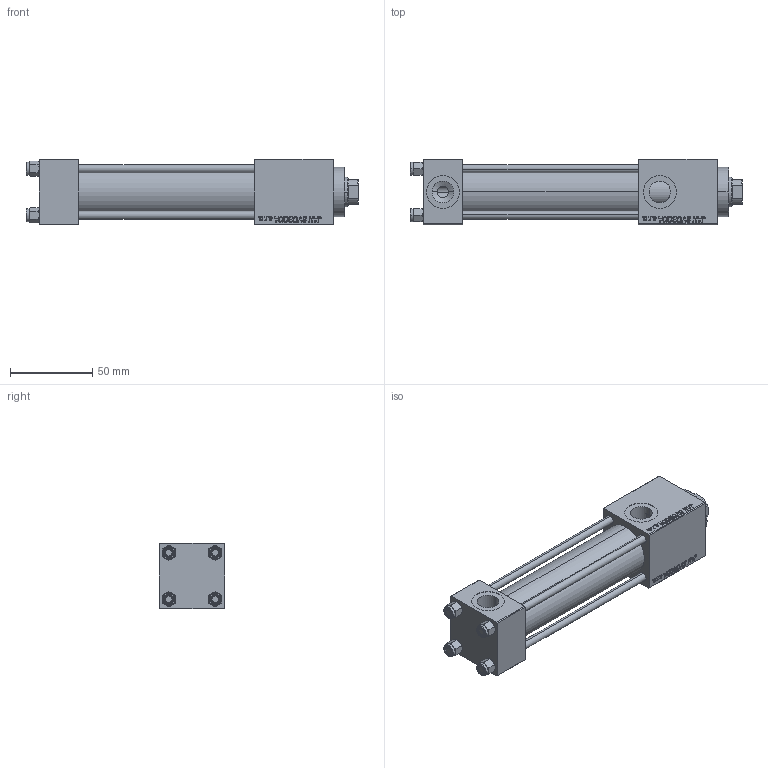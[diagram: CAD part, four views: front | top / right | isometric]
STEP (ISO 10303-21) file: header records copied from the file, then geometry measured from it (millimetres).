
FILE_DESCRIPTION (( 'STEP AP203' ), '1' );
FILE_NAME ('b1bb.STEP', '2022-04-14T14:45:16', ( '' ), ( '' ), 'SwSTEP 2.0', 'SolidWorks 2019', '' );
FILE_SCHEMA (( 'CONFIG_CONTROL_DESIGN' ));
Length unit declared in the file: millimetre
Products named in the file (6): V215CR_C_TYCINKA 6f07a7e4db19e151b1f9574237884283; V215CR_VCP_C 6f07a7e4db19e151b1f9574237884283; NUT_M5_C 6f07a7e4db19e151b1f9574237884283; V215CR_C_Body 6f07a7e4db19e151b1f9574237884283; b1bb; V215_VC_A 6f07a7e4db19e151b1f9574237884283
Assembly tree (11 placements, depth 2):
  b1bb
    V215CR_C_Body 6f07a7e4db19e151b1f9574237884283
    V215CR_VCP_C 6f07a7e4db19e151b1f9574237884283
    NUT_M5_C 6f07a7e4db19e151b1f9574237884283  x4
    V215CR_C_TYCINKA 6f07a7e4db19e151b1f9574237884283  x4
    V215_VC_A 6f07a7e4db19e151b1f9574237884283
Bounding box: 202 x 40 x 40 mm (x, y, z)
Volume: 185692.6 mm3; surface area: 74624.3 mm2
Topology: 11 solids, 11 shells, 1150 faces, 2881 edges, 1867 vertices
Faces by surface type: plane 526, bspline 392, cone 136, cylinder 88, torus 8
Entity records: 50251 total; most frequent: CARTESIAN_POINT 27103, ORIENTED_EDGE 5254, DIRECTION 3311, EDGE_CURVE 2627, VERTEX_POINT 1723, VECTOR 1593, LINE 1593, EDGE_LOOP 1156
